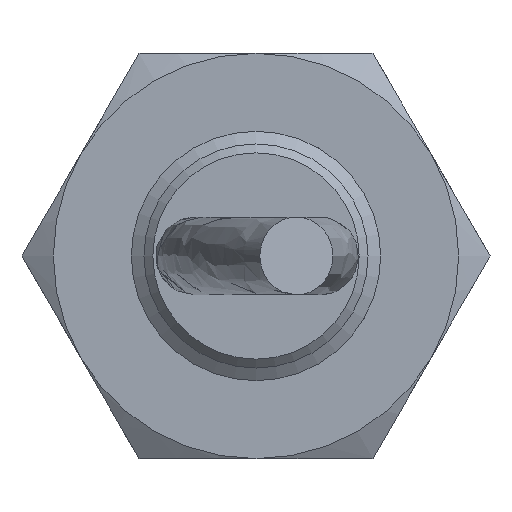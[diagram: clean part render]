
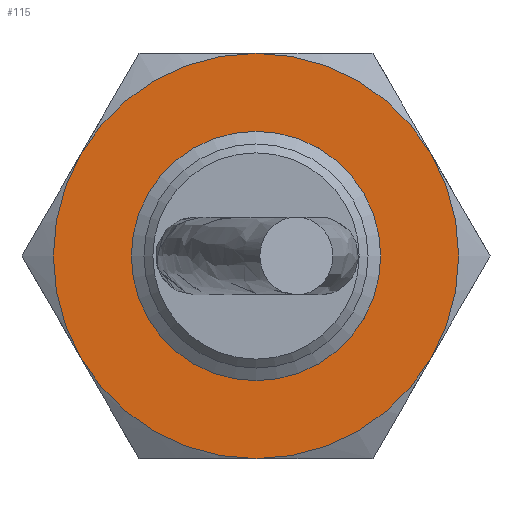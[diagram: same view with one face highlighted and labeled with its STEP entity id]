
A CAD part, left-side view. The second image highlights one B-rep face of the part: STEP entity #115.
In plain terms, the highlighted face is planar.
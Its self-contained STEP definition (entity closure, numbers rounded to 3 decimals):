
#11 = DIRECTION ( 'NONE',  ( 1., 0., 0. ) ) ;
#18 = DIRECTION ( 'NONE',  ( -1., 0., 0. ) ) ;
#65 = CIRCLE ( 'NONE', #635, 6.5 ) ;
#115 = ADVANCED_FACE ( 'NONE', ( #2073, #2047 ), #1788, .T. ) ;
#142 = VERTEX_POINT ( 'NONE', #491 ) ;
#212 = AXIS2_PLACEMENT_3D ( 'NONE', #2365, #2790, #3093 ) ;
#222 = DIRECTION ( 'NONE',  ( -1., 0., 0. ) ) ;
#258 = VERTEX_POINT ( 'NONE', #2883 ) ;
#266 = CARTESIAN_POINT ( 'NONE',  ( 4., 0., -6.8 ) ) ;
#398 = EDGE_CURVE ( 'NONE', #2002, #258, #714, .T. ) ;
#480 = VERTEX_POINT ( 'NONE', #1606 ) ;
#491 = CARTESIAN_POINT ( 'NONE',  ( -6.5, 0., -6.8 ) ) ;
#548 = VERTEX_POINT ( 'NONE', #2558 ) ;
#569 = DIRECTION ( 'NONE',  ( 0., 0., 1. ) ) ;
#571 = DIRECTION ( 'NONE',  ( 0., 0., 1. ) ) ;
#585 = DIRECTION ( 'NONE',  ( -1., 0., 0. ) ) ;
#628 = EDGE_CURVE ( 'NONE', #548, #142, #1393, .T. ) ;
#635 = AXIS2_PLACEMENT_3D ( 'NONE', #1188, #569, #1260 ) ;
#641 = CIRCLE ( 'NONE', #1392, 6.5 ) ;
#654 = ORIENTED_EDGE ( 'NONE', *, *, #628, .F. ) ;
#714 = CIRCLE ( 'NONE', #2223, 6.5 ) ;
#723 = ORIENTED_EDGE ( 'NONE', *, *, #872, .F. ) ;
#868 = AXIS2_PLACEMENT_3D ( 'NONE', #2147, #571, #3178 ) ;
#872 = EDGE_CURVE ( 'NONE', #2651, #480, #2933, .T. ) ;
#1101 = CIRCLE ( 'NONE', #2355, 4. ) ;
#1153 = EDGE_CURVE ( 'NONE', #258, #2651, #2493, .T. ) ;
#1174 = CARTESIAN_POINT ( 'NONE',  ( 0., 0., -6.8 ) ) ;
#1188 = CARTESIAN_POINT ( 'NONE',  ( 0., 0., -6.8 ) ) ;
#1260 = DIRECTION ( 'NONE',  ( -1., 0., 0. ) ) ;
#1392 = AXIS2_PLACEMENT_3D ( 'NONE', #1174, #2264, #2321 ) ;
#1393 = CIRCLE ( 'NONE', #1742, 6.5 ) ;
#1397 = DIRECTION ( 'NONE',  ( 0., 0., 1. ) ) ;
#1446 = ORIENTED_EDGE ( 'NONE', *, *, #1927, .F. ) ;
#1606 = CARTESIAN_POINT ( 'NONE',  ( 3.25, 5.629, -6.8 ) ) ;
#1693 = DIRECTION ( 'NONE',  ( 0., 0., 1. ) ) ;
#1742 = AXIS2_PLACEMENT_3D ( 'NONE', #2640, #1397, #222 ) ;
#1788 = PLANE ( 'NONE',  #3360 ) ;
#1798 = VERTEX_POINT ( 'NONE', #266 ) ;
#1927 = EDGE_CURVE ( 'NONE', #480, #548, #641, .T. ) ;
#2002 = VERTEX_POINT ( 'NONE', #2960 ) ;
#2047 = FACE_OUTER_BOUND ( 'NONE', #2643, .T. ) ;
#2073 = FACE_BOUND ( 'NONE', #3163, .T. ) ;
#2147 = CARTESIAN_POINT ( 'NONE',  ( 0., 0., -6.8 ) ) ;
#2223 = AXIS2_PLACEMENT_3D ( 'NONE', #3344, #2764, #585 ) ;
#2264 = DIRECTION ( 'NONE',  ( 0., 0., 1. ) ) ;
#2321 = DIRECTION ( 'NONE',  ( -1., 0., 0. ) ) ;
#2339 = CARTESIAN_POINT ( 'NONE',  ( 0., 0., -6.8 ) ) ;
#2355 = AXIS2_PLACEMENT_3D ( 'NONE', #2339, #1693, #11 ) ;
#2365 = CARTESIAN_POINT ( 'NONE',  ( 0., 0., -6.8 ) ) ;
#2384 = ORIENTED_EDGE ( 'NONE', *, *, #2485, .F. ) ;
#2485 = EDGE_CURVE ( 'NONE', #142, #2002, #65, .T. ) ;
#2491 = EDGE_CURVE ( 'NONE', #1798, #1798, #1101, .T. ) ;
#2493 = CIRCLE ( 'NONE', #868, 6.5 ) ;
#2558 = CARTESIAN_POINT ( 'NONE',  ( -3.25, 5.629, -6.8 ) ) ;
#2640 = CARTESIAN_POINT ( 'NONE',  ( 0., 0., -6.8 ) ) ;
#2643 = EDGE_LOOP ( 'NONE', ( #2384, #654, #1446, #723, #2688, #2854 ) ) ;
#2651 = VERTEX_POINT ( 'NONE', #2765 ) ;
#2653 = DIRECTION ( 'NONE',  ( 0., 0., -1. ) ) ;
#2688 = ORIENTED_EDGE ( 'NONE', *, *, #1153, .F. ) ;
#2764 = DIRECTION ( 'NONE',  ( 0., 0., 1. ) ) ;
#2765 = CARTESIAN_POINT ( 'NONE',  ( 6.5, 0., -6.8 ) ) ;
#2790 = DIRECTION ( 'NONE',  ( 0., 0., 1. ) ) ;
#2854 = ORIENTED_EDGE ( 'NONE', *, *, #398, .F. ) ;
#2883 = CARTESIAN_POINT ( 'NONE',  ( 3.25, -5.629, -6.8 ) ) ;
#2933 = CIRCLE ( 'NONE', #212, 6.5 ) ;
#2960 = CARTESIAN_POINT ( 'NONE',  ( -3.25, -5.629, -6.8 ) ) ;
#3093 = DIRECTION ( 'NONE',  ( 1., 0., 0. ) ) ;
#3163 = EDGE_LOOP ( 'NONE', ( #3368 ) ) ;
#3178 = DIRECTION ( 'NONE',  ( -1., 0., 0. ) ) ;
#3344 = CARTESIAN_POINT ( 'NONE',  ( 0., 0., -6.8 ) ) ;
#3360 = AXIS2_PLACEMENT_3D ( 'NONE', #3390, #2653, #18 ) ;
#3368 = ORIENTED_EDGE ( 'NONE', *, *, #2491, .T. ) ;
#3390 = CARTESIAN_POINT ( 'NONE',  ( 0., 7.506, -6.8 ) ) ;
